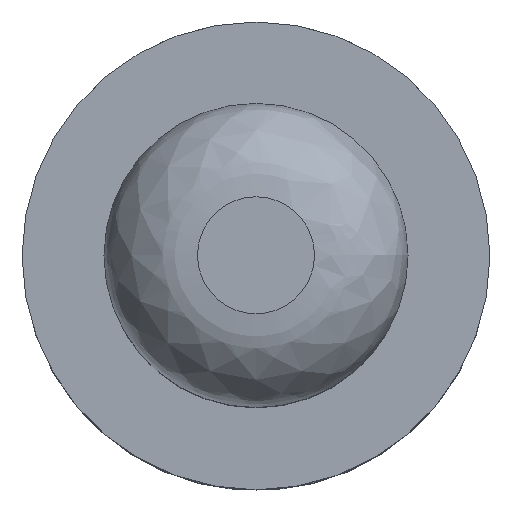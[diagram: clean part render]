
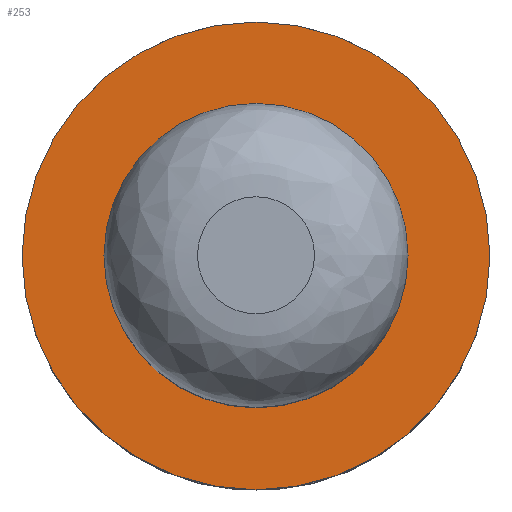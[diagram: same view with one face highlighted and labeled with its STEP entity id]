
A CAD part, top view. The second image highlights one B-rep face of the part: STEP entity #253.
In plain terms, the highlighted planar face has unit normal (0, 0, 1).
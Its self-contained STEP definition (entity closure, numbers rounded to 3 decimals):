
#17=FACE_BOUND('',#50,.T.);
#21=PLANE('',#303);
#31=FACE_OUTER_BOUND('',#49,.T.);
#49=EDGE_LOOP('',(#202));
#50=EDGE_LOOP('',(#203));
#101=CIRCLE('',#302,5.);
#102=CIRCLE('',#304,3.25);
#125=VERTEX_POINT('',#459);
#126=VERTEX_POINT('',#463);
#154=EDGE_CURVE('',#125,#125,#101,.T.);
#155=EDGE_CURVE('',#126,#126,#102,.T.);
#202=ORIENTED_EDGE('',*,*,#154,.F.);
#203=ORIENTED_EDGE('',*,*,#155,.T.);
#253=ADVANCED_FACE('',(#31,#17),#21,.T.);
#302=AXIS2_PLACEMENT_3D('',#461,#375,#376);
#303=AXIS2_PLACEMENT_3D('',#462,#377,#378);
#304=AXIS2_PLACEMENT_3D('',#464,#379,#380);
#375=DIRECTION('center_axis',(0.,0.,-1.));
#376=DIRECTION('ref_axis',(1.,0.,0.));
#377=DIRECTION('center_axis',(0.,0.,1.));
#378=DIRECTION('ref_axis',(1.,0.,0.));
#379=DIRECTION('center_axis',(0.,0.,-1.));
#380=DIRECTION('ref_axis',(1.,0.,0.));
#459=CARTESIAN_POINT('',(5.,0.,2.25));
#461=CARTESIAN_POINT('Origin',(0.,0.,2.25));
#462=CARTESIAN_POINT('Origin',(-5.,0.,2.25));
#463=CARTESIAN_POINT('',(3.25,0.,2.25));
#464=CARTESIAN_POINT('Origin',(0.,0.,2.25));
